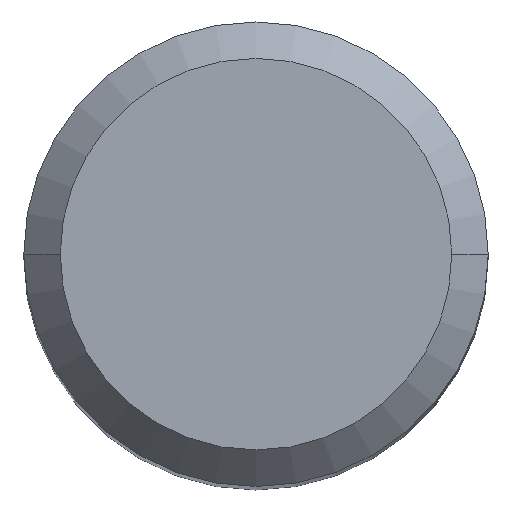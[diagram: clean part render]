
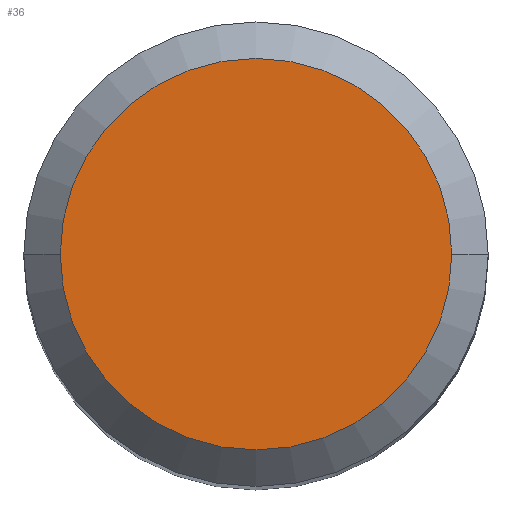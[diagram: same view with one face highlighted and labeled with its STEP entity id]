
A CAD part, top view. The second image highlights one B-rep face of the part: STEP entity #36.
In plain terms, the highlighted planar face has unit normal (0, 0, 1).
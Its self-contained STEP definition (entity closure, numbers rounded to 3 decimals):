
#13 = AXIS2_PLACEMENT_3D ( 'NONE', #102, #211, #208 ) ;
#16 = ORIENTED_EDGE ( 'NONE', *, *, #80, .T. ) ;
#18 = CIRCLE ( 'NONE', #49, 8.05 ) ;
#36 = ADVANCED_FACE ( 'NONE', ( #234 ), #252, .T. ) ;
#38 = CARTESIAN_POINT ( 'NONE',  ( 0., 0., 85. ) ) ;
#49 = AXIS2_PLACEMENT_3D ( 'NONE', #38, #212, #250 ) ;
#62 = EDGE_LOOP ( 'NONE', ( #16, #184 ) ) ;
#69 = CARTESIAN_POINT ( 'NONE',  ( 8.05, 0., 85. ) ) ;
#80 = EDGE_CURVE ( 'NONE', #111, #188, #18, .T. ) ;
#89 = CARTESIAN_POINT ( 'NONE',  ( 0., 0., 85. ) ) ;
#99 = CARTESIAN_POINT ( 'NONE',  ( -8.05, 0., 85. ) ) ;
#102 = CARTESIAN_POINT ( 'NONE',  ( 0., 0., 85. ) ) ;
#111 = VERTEX_POINT ( 'NONE', #99 ) ;
#121 = CIRCLE ( 'NONE', #259, 8.05 ) ;
#174 = DIRECTION ( 'NONE',  ( 1., 0., 0. ) ) ;
#184 = ORIENTED_EDGE ( 'NONE', *, *, #247, .T. ) ;
#188 = VERTEX_POINT ( 'NONE', #69 ) ;
#208 = DIRECTION ( 'NONE',  ( 1., 0., 0. ) ) ;
#211 = DIRECTION ( 'NONE',  ( 0., 0., 1. ) ) ;
#212 = DIRECTION ( 'NONE',  ( 0., 0., 1. ) ) ;
#217 = DIRECTION ( 'NONE',  ( 0., 0., 1. ) ) ;
#234 = FACE_OUTER_BOUND ( 'NONE', #62, .T. ) ;
#247 = EDGE_CURVE ( 'NONE', #188, #111, #121, .T. ) ;
#250 = DIRECTION ( 'NONE',  ( 1., 0., 0. ) ) ;
#252 = PLANE ( 'NONE',  #13 ) ;
#259 = AXIS2_PLACEMENT_3D ( 'NONE', #89, #217, #174 ) ;
